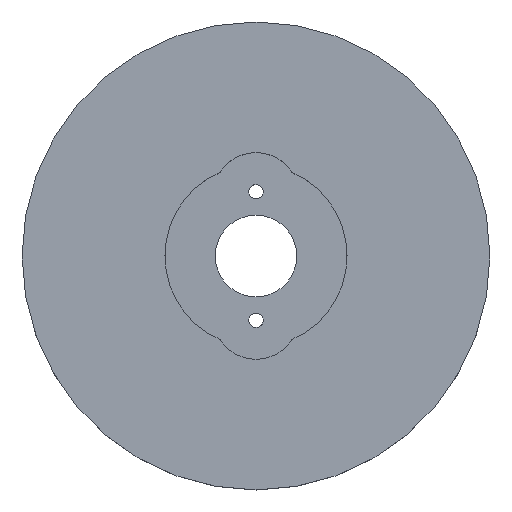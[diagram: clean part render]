
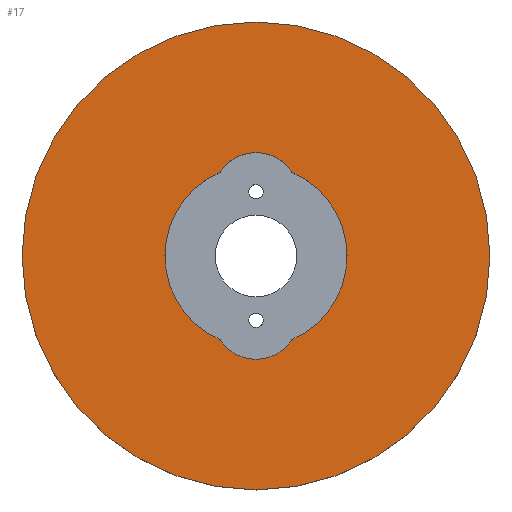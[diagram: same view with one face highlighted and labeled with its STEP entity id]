
A CAD part, top view. The second image highlights one B-rep face of the part: STEP entity #17.
In plain terms, the highlighted planar face has unit normal (0, 0, 1).
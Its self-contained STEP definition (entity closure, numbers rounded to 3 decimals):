
#17 = ADVANCED_FACE('',(#18,#54),#31,.F.);
#18 = FACE_BOUND('',#19,.T.);
#19 = EDGE_LOOP('',(#20));
#20 = ORIENTED_EDGE('',*,*,#21,.F.);
#21 = EDGE_CURVE('',#22,#22,#24,.T.);
#22 = VERTEX_POINT('',#23);
#23 = CARTESIAN_POINT('',(27.5,0.,3.5));
#24 = SURFACE_CURVE('',#25,(#30,#42),.PCURVE_S1.);
#25 = CIRCLE('',#26,27.5);
#26 = AXIS2_PLACEMENT_3D('',#27,#28,#29);
#27 = CARTESIAN_POINT('',(0.,0.,3.5));
#28 = DIRECTION('',(0.,0.,-1.));
#29 = DIRECTION('',(1.,0.,0.));
#30 = PCURVE('',#31,#36);
#31 = PLANE('',#32);
#32 = AXIS2_PLACEMENT_3D('',#33,#34,#35);
#33 = CARTESIAN_POINT('',(0.,0.,3.5));
#34 = DIRECTION('',(0.,0.,-1.));
#35 = DIRECTION('',(1.,0.,0.));
#36 = DEFINITIONAL_REPRESENTATION('',(#37),#41);
#37 = CIRCLE('',#38,27.5);
#38 = AXIS2_PLACEMENT_2D('',#39,#40);
#39 = CARTESIAN_POINT('',(0.,0.));
#40 = DIRECTION('',(1.,-0.));
#41 = ( GEOMETRIC_REPRESENTATION_CONTEXT(2) 
PARAMETRIC_REPRESENTATION_CONTEXT() REPRESENTATION_CONTEXT('2D SPACE',''
  ) );
#42 = PCURVE('',#43,#48);
#43 = CYLINDRICAL_SURFACE('',#44,27.5);
#44 = AXIS2_PLACEMENT_3D('',#45,#46,#47);
#45 = CARTESIAN_POINT('',(0.,0.,3.5));
#46 = DIRECTION('',(0.,0.,-1.));
#47 = DIRECTION('',(1.,0.,0.));
#48 = DEFINITIONAL_REPRESENTATION('',(#49),#53);
#49 = LINE('',#50,#51);
#50 = CARTESIAN_POINT('',(0.,0.));
#51 = VECTOR('',#52,1.);
#52 = DIRECTION('',(1.,0.));
#53 = ( GEOMETRIC_REPRESENTATION_CONTEXT(2) 
PARAMETRIC_REPRESENTATION_CONTEXT() REPRESENTATION_CONTEXT('2D SPACE',''
  ) );
#54 = FACE_BOUND('',#55,.T.);
#55 = EDGE_LOOP('',(#56,#91,#124,#157,#190));
#56 = ORIENTED_EDGE('',*,*,#57,.F.);
#57 = EDGE_CURVE('',#58,#60,#62,.T.);
#58 = VERTEX_POINT('',#59);
#59 = CARTESIAN_POINT('',(-10.7,0.,3.5));
#60 = VERTEX_POINT('',#61);
#61 = CARTESIAN_POINT('',(-4.219,-9.833,3.5));
#62 = SURFACE_CURVE('',#63,(#68,#79),.PCURVE_S1.);
#63 = CIRCLE('',#64,10.7);
#64 = AXIS2_PLACEMENT_3D('',#65,#66,#67);
#65 = CARTESIAN_POINT('',(0.,0.,3.5));
#66 = DIRECTION('',(0.,0.,1.));
#67 = DIRECTION('',(-1.,0.,0.));
#68 = PCURVE('',#31,#69);
#69 = DEFINITIONAL_REPRESENTATION('',(#70),#78);
#70 = ( BOUNDED_CURVE() B_SPLINE_CURVE(2,(#71,#72,#73,#74,#75,#76,#77),
.UNSPECIFIED.,.F.,.F.) B_SPLINE_CURVE_WITH_KNOTS((1,2,2,2,2,1),(
    -2.094,0.,2.094,4.189,6.283,
8.378),.UNSPECIFIED.) CURVE() GEOMETRIC_REPRESENTATION_ITEM() 
RATIONAL_B_SPLINE_CURVE((1.,0.5,1.,0.5,1.,0.5,1.)) REPRESENTATION_ITEM(
  '') );
#71 = CARTESIAN_POINT('',(-10.7,0.));
#72 = CARTESIAN_POINT('',(-10.7,18.533));
#73 = CARTESIAN_POINT('',(5.35,9.266));
#74 = CARTESIAN_POINT('',(21.4,0.));
#75 = CARTESIAN_POINT('',(5.35,-9.266));
#76 = CARTESIAN_POINT('',(-10.7,-18.533));
#77 = CARTESIAN_POINT('',(-10.7,0.));
#78 = ( GEOMETRIC_REPRESENTATION_CONTEXT(2) 
PARAMETRIC_REPRESENTATION_CONTEXT() REPRESENTATION_CONTEXT('2D SPACE',''
  ) );
#79 = PCURVE('',#80,#85);
#80 = CYLINDRICAL_SURFACE('',#81,10.7);
#81 = AXIS2_PLACEMENT_3D('',#82,#83,#84);
#82 = CARTESIAN_POINT('',(0.,0.,3.5));
#83 = DIRECTION('',(0.,0.,1.));
#84 = DIRECTION('',(-1.,0.,0.));
#85 = DEFINITIONAL_REPRESENTATION('',(#86),#90);
#86 = LINE('',#87,#88);
#87 = CARTESIAN_POINT('',(0.,0.));
#88 = VECTOR('',#89,1.);
#89 = DIRECTION('',(1.,0.));
#90 = ( GEOMETRIC_REPRESENTATION_CONTEXT(2) 
PARAMETRIC_REPRESENTATION_CONTEXT() REPRESENTATION_CONTEXT('2D SPACE',''
  ) );
#91 = ORIENTED_EDGE('',*,*,#92,.F.);
#92 = EDGE_CURVE('',#93,#58,#95,.T.);
#93 = VERTEX_POINT('',#94);
#94 = CARTESIAN_POINT('',(-4.219,9.833,3.5));
#95 = SURFACE_CURVE('',#96,(#101,#112),.PCURVE_S1.);
#96 = CIRCLE('',#97,10.7);
#97 = AXIS2_PLACEMENT_3D('',#98,#99,#100);
#98 = CARTESIAN_POINT('',(0.,0.,3.5));
#99 = DIRECTION('',(0.,0.,1.));
#100 = DIRECTION('',(-1.,0.,0.));
#101 = PCURVE('',#31,#102);
#102 = DEFINITIONAL_REPRESENTATION('',(#103),#111);
#103 = ( BOUNDED_CURVE() B_SPLINE_CURVE(2,(#104,#105,#106,#107,#108,#109
,#110),.UNSPECIFIED.,.F.,.F.) B_SPLINE_CURVE_WITH_KNOTS((1,2,2,2,2,1),(
    -2.094,0.,2.094,4.189,6.283,
8.378),.UNSPECIFIED.) CURVE() GEOMETRIC_REPRESENTATION_ITEM() 
RATIONAL_B_SPLINE_CURVE((1.,0.5,1.,0.5,1.,0.5,1.)) REPRESENTATION_ITEM(
  '') );
#104 = CARTESIAN_POINT('',(-10.7,0.));
#105 = CARTESIAN_POINT('',(-10.7,18.533));
#106 = CARTESIAN_POINT('',(5.35,9.266));
#107 = CARTESIAN_POINT('',(21.4,0.));
#108 = CARTESIAN_POINT('',(5.35,-9.266));
#109 = CARTESIAN_POINT('',(-10.7,-18.533));
#110 = CARTESIAN_POINT('',(-10.7,0.));
#111 = ( GEOMETRIC_REPRESENTATION_CONTEXT(2) 
PARAMETRIC_REPRESENTATION_CONTEXT() REPRESENTATION_CONTEXT('2D SPACE',''
  ) );
#112 = PCURVE('',#113,#118);
#113 = CYLINDRICAL_SURFACE('',#114,10.7);
#114 = AXIS2_PLACEMENT_3D('',#115,#116,#117);
#115 = CARTESIAN_POINT('',(0.,0.,3.5));
#116 = DIRECTION('',(0.,0.,1.));
#117 = DIRECTION('',(-1.,0.,0.));
#118 = DEFINITIONAL_REPRESENTATION('',(#119),#123);
#119 = LINE('',#120,#121);
#120 = CARTESIAN_POINT('',(0.,0.));
#121 = VECTOR('',#122,1.);
#122 = DIRECTION('',(1.,0.));
#123 = ( GEOMETRIC_REPRESENTATION_CONTEXT(2) 
PARAMETRIC_REPRESENTATION_CONTEXT() REPRESENTATION_CONTEXT('2D SPACE',''
  ) );
#124 = ORIENTED_EDGE('',*,*,#125,.F.);
#125 = EDGE_CURVE('',#126,#93,#128,.T.);
#126 = VERTEX_POINT('',#127);
#127 = CARTESIAN_POINT('',(4.219,9.833,3.5));
#128 = SURFACE_CURVE('',#129,(#134,#145),.PCURVE_S1.);
#129 = CIRCLE('',#130,5.);
#130 = AXIS2_PLACEMENT_3D('',#131,#132,#133);
#131 = CARTESIAN_POINT('',(0.,7.15,3.5));
#132 = DIRECTION('',(0.,0.,1.));
#133 = DIRECTION('',(1.,0.,0.));
#134 = PCURVE('',#31,#135);
#135 = DEFINITIONAL_REPRESENTATION('',(#136),#144);
#136 = ( BOUNDED_CURVE() B_SPLINE_CURVE(2,(#137,#138,#139,#140,#141,#142
,#143),.UNSPECIFIED.,.F.,.F.) B_SPLINE_CURVE_WITH_KNOTS((1,2,2,2,2,1),(
    -2.094,0.,2.094,4.189,6.283,
8.378),.UNSPECIFIED.) CURVE() GEOMETRIC_REPRESENTATION_ITEM() 
RATIONAL_B_SPLINE_CURVE((1.,0.5,1.,0.5,1.,0.5,1.)) REPRESENTATION_ITEM(
  '') );
#137 = CARTESIAN_POINT('',(5.,-7.15));
#138 = CARTESIAN_POINT('',(5.,-15.81));
#139 = CARTESIAN_POINT('',(-2.5,-11.48));
#140 = CARTESIAN_POINT('',(-10.,-7.15));
#141 = CARTESIAN_POINT('',(-2.5,-2.82));
#142 = CARTESIAN_POINT('',(5.,1.51));
#143 = CARTESIAN_POINT('',(5.,-7.15));
#144 = ( GEOMETRIC_REPRESENTATION_CONTEXT(2) 
PARAMETRIC_REPRESENTATION_CONTEXT() REPRESENTATION_CONTEXT('2D SPACE',''
  ) );
#145 = PCURVE('',#146,#151);
#146 = CYLINDRICAL_SURFACE('',#147,5.);
#147 = AXIS2_PLACEMENT_3D('',#148,#149,#150);
#148 = CARTESIAN_POINT('',(0.,7.15,3.5));
#149 = DIRECTION('',(0.,0.,1.));
#150 = DIRECTION('',(1.,0.,0.));
#151 = DEFINITIONAL_REPRESENTATION('',(#152),#156);
#152 = LINE('',#153,#154);
#153 = CARTESIAN_POINT('',(0.,0.));
#154 = VECTOR('',#155,1.);
#155 = DIRECTION('',(1.,0.));
#156 = ( GEOMETRIC_REPRESENTATION_CONTEXT(2) 
PARAMETRIC_REPRESENTATION_CONTEXT() REPRESENTATION_CONTEXT('2D SPACE',''
  ) );
#157 = ORIENTED_EDGE('',*,*,#158,.F.);
#158 = EDGE_CURVE('',#159,#126,#161,.T.);
#159 = VERTEX_POINT('',#160);
#160 = CARTESIAN_POINT('',(4.219,-9.833,3.5));
#161 = SURFACE_CURVE('',#162,(#167,#178),.PCURVE_S1.);
#162 = CIRCLE('',#163,10.7);
#163 = AXIS2_PLACEMENT_3D('',#164,#165,#166);
#164 = CARTESIAN_POINT('',(0.,0.,3.5));
#165 = DIRECTION('',(0.,0.,1.));
#166 = DIRECTION('',(-1.,0.,0.));
#167 = PCURVE('',#31,#168);
#168 = DEFINITIONAL_REPRESENTATION('',(#169),#177);
#169 = ( BOUNDED_CURVE() B_SPLINE_CURVE(2,(#170,#171,#172,#173,#174,#175
,#176),.UNSPECIFIED.,.F.,.F.) B_SPLINE_CURVE_WITH_KNOTS((1,2,2,2,2,1),(
    -2.094,0.,2.094,4.189,6.283,
8.378),.UNSPECIFIED.) CURVE() GEOMETRIC_REPRESENTATION_ITEM() 
RATIONAL_B_SPLINE_CURVE((1.,0.5,1.,0.5,1.,0.5,1.)) REPRESENTATION_ITEM(
  '') );
#170 = CARTESIAN_POINT('',(-10.7,0.));
#171 = CARTESIAN_POINT('',(-10.7,18.533));
#172 = CARTESIAN_POINT('',(5.35,9.266));
#173 = CARTESIAN_POINT('',(21.4,0.));
#174 = CARTESIAN_POINT('',(5.35,-9.266));
#175 = CARTESIAN_POINT('',(-10.7,-18.533));
#176 = CARTESIAN_POINT('',(-10.7,0.));
#177 = ( GEOMETRIC_REPRESENTATION_CONTEXT(2) 
PARAMETRIC_REPRESENTATION_CONTEXT() REPRESENTATION_CONTEXT('2D SPACE',''
  ) );
#178 = PCURVE('',#179,#184);
#179 = CYLINDRICAL_SURFACE('',#180,10.7);
#180 = AXIS2_PLACEMENT_3D('',#181,#182,#183);
#181 = CARTESIAN_POINT('',(0.,0.,3.5));
#182 = DIRECTION('',(0.,0.,1.));
#183 = DIRECTION('',(-1.,0.,0.));
#184 = DEFINITIONAL_REPRESENTATION('',(#185),#189);
#185 = LINE('',#186,#187);
#186 = CARTESIAN_POINT('',(0.,0.));
#187 = VECTOR('',#188,1.);
#188 = DIRECTION('',(1.,0.));
#189 = ( GEOMETRIC_REPRESENTATION_CONTEXT(2) 
PARAMETRIC_REPRESENTATION_CONTEXT() REPRESENTATION_CONTEXT('2D SPACE',''
  ) );
#190 = ORIENTED_EDGE('',*,*,#191,.F.);
#191 = EDGE_CURVE('',#60,#159,#192,.T.);
#192 = SURFACE_CURVE('',#193,(#198,#209),.PCURVE_S1.);
#193 = CIRCLE('',#194,5.);
#194 = AXIS2_PLACEMENT_3D('',#195,#196,#197);
#195 = CARTESIAN_POINT('',(0.,-7.15,3.5));
#196 = DIRECTION('',(0.,0.,1.));
#197 = DIRECTION('',(-1.,0.,0.));
#198 = PCURVE('',#31,#199);
#199 = DEFINITIONAL_REPRESENTATION('',(#200),#208);
#200 = ( BOUNDED_CURVE() B_SPLINE_CURVE(2,(#201,#202,#203,#204,#205,#206
,#207),.UNSPECIFIED.,.F.,.F.) B_SPLINE_CURVE_WITH_KNOTS((1,2,2,2,2,1),(
    -2.094,0.,2.094,4.189,6.283,
8.378),.UNSPECIFIED.) CURVE() GEOMETRIC_REPRESENTATION_ITEM() 
RATIONAL_B_SPLINE_CURVE((1.,0.5,1.,0.5,1.,0.5,1.)) REPRESENTATION_ITEM(
  '') );
#201 = CARTESIAN_POINT('',(-5.,7.15));
#202 = CARTESIAN_POINT('',(-5.,15.81));
#203 = CARTESIAN_POINT('',(2.5,11.48));
#204 = CARTESIAN_POINT('',(10.,7.15));
#205 = CARTESIAN_POINT('',(2.5,2.82));
#206 = CARTESIAN_POINT('',(-5.,-1.51));
#207 = CARTESIAN_POINT('',(-5.,7.15));
#208 = ( GEOMETRIC_REPRESENTATION_CONTEXT(2) 
PARAMETRIC_REPRESENTATION_CONTEXT() REPRESENTATION_CONTEXT('2D SPACE',''
  ) );
#209 = PCURVE('',#210,#215);
#210 = CYLINDRICAL_SURFACE('',#211,5.);
#211 = AXIS2_PLACEMENT_3D('',#212,#213,#214);
#212 = CARTESIAN_POINT('',(0.,-7.15,3.5));
#213 = DIRECTION('',(0.,0.,1.));
#214 = DIRECTION('',(-1.,0.,0.));
#215 = DEFINITIONAL_REPRESENTATION('',(#216),#220);
#216 = LINE('',#217,#218);
#217 = CARTESIAN_POINT('',(0.,0.));
#218 = VECTOR('',#219,1.);
#219 = DIRECTION('',(1.,0.));
#220 = ( GEOMETRIC_REPRESENTATION_CONTEXT(2) 
PARAMETRIC_REPRESENTATION_CONTEXT() REPRESENTATION_CONTEXT('2D SPACE',''
  ) );
